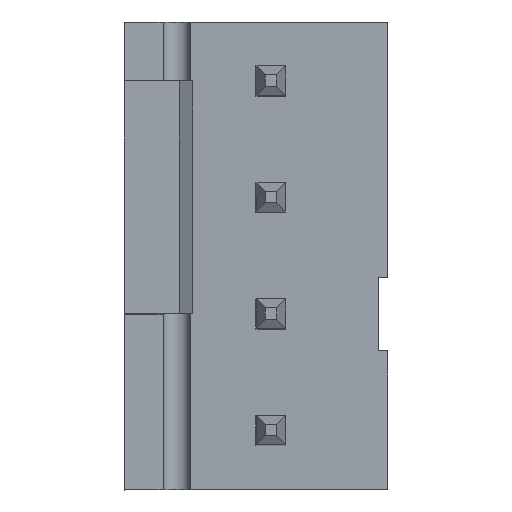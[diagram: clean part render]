
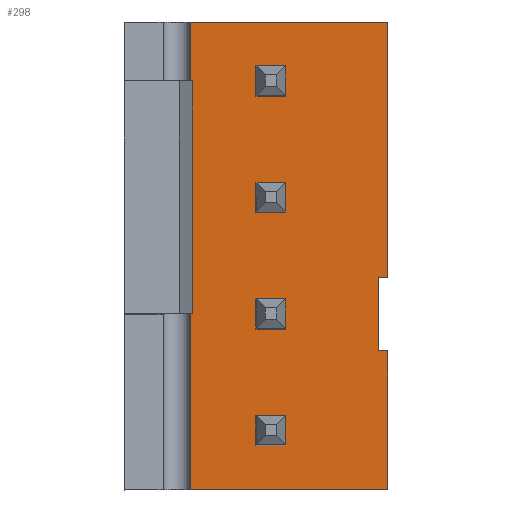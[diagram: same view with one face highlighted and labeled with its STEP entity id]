
A CAD part, top view. The second image highlights one B-rep face of the part: STEP entity #298.
In plain terms, the highlighted face is planar.
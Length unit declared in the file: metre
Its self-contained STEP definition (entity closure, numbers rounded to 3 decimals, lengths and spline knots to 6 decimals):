
#298=ADVANCED_FACE('1013:9878',(#617,#618,#619,#620,#621),#622,.T.);
#617=FACE_BOUND('',#972,.T.);
#618=FACE_BOUND('',#973,.T.);
#619=FACE_BOUND('',#974,.T.);
#620=FACE_BOUND('',#975,.T.);
#621=FACE_OUTER_BOUND('',#976,.T.);
#622=PLANE('',#977);
#972=EDGE_LOOP('',(#1572,#1573,#1574,#1575));
#973=EDGE_LOOP('',(#1576,#1577,#1578,#1579));
#974=EDGE_LOOP('',(#1580,#1581,#1582,#1583));
#975=EDGE_LOOP('',(#1584,#1585,#1586,#1587));
#976=EDGE_LOOP('',(#1588,#1589,#1590,#1591,#1592,#1593,#1594,#1595));
#977=AXIS2_PLACEMENT_3D('',#1596,#1597,#1598);
#1572=ORIENTED_EDGE('',*,*,#2225,.T.);
#1573=ORIENTED_EDGE('',*,*,#2226,.F.);
#1574=ORIENTED_EDGE('',*,*,#2227,.F.);
#1575=ORIENTED_EDGE('',*,*,#2228,.T.);
#1576=ORIENTED_EDGE('',*,*,#2229,.T.);
#1577=ORIENTED_EDGE('',*,*,#2230,.F.);
#1578=ORIENTED_EDGE('',*,*,#2231,.F.);
#1579=ORIENTED_EDGE('',*,*,#2232,.T.);
#1580=ORIENTED_EDGE('',*,*,#2233,.T.);
#1581=ORIENTED_EDGE('',*,*,#2234,.F.);
#1582=ORIENTED_EDGE('',*,*,#2235,.F.);
#1583=ORIENTED_EDGE('',*,*,#2236,.T.);
#1584=ORIENTED_EDGE('',*,*,#2237,.T.);
#1585=ORIENTED_EDGE('',*,*,#2238,.F.);
#1586=ORIENTED_EDGE('',*,*,#2239,.F.);
#1587=ORIENTED_EDGE('',*,*,#2240,.T.);
#1588=ORIENTED_EDGE('',*,*,#2071,.F.);
#1589=ORIENTED_EDGE('',*,*,#2074,.F.);
#1590=ORIENTED_EDGE('',*,*,#2057,.F.);
#1591=ORIENTED_EDGE('',*,*,#2062,.T.);
#1592=ORIENTED_EDGE('',*,*,#2096,.F.);
#1593=ORIENTED_EDGE('',*,*,#2241,.F.);
#1594=ORIENTED_EDGE('',*,*,#2081,.T.);
#1595=ORIENTED_EDGE('',*,*,#2050,.T.);
#1596=CARTESIAN_POINT('',(-0.0051,0.,-0.00185));
#1597=DIRECTION('',(0.,1.0,0.0));
#1598=DIRECTION('',(1.0,0.,0.));
#2050=EDGE_CURVE('1013:10277',#2404,#2402,#2405,.F.);
#2057=EDGE_CURVE('1013:10169',#2414,#2416,#2417,.T.);
#2062=EDGE_CURVE('1013:10217',#2414,#2422,#2424,.F.);
#2071=EDGE_CURVE('1013:10181',#2437,#2402,#2439,.T.);
#2074=EDGE_CURVE('1013:10190',#2416,#2437,#2442,.T.);
#2081=EDGE_CURVE('1013:10274',#2453,#2404,#2454,.T.);
#2096=EDGE_CURVE('1013:10268',#2476,#2422,#2478,.T.);
#2225=EDGE_CURVE('1013:10220',#2661,#2662,#2663,.T.);
#2226=EDGE_CURVE('1013:10223',#2664,#2662,#2665,.F.);
#2227=EDGE_CURVE('1013:10226',#2666,#2664,#2667,.F.);
#2228=EDGE_CURVE('1013:10229',#2666,#2661,#2668,.F.);
#2229=EDGE_CURVE('1013:10232',#2669,#2670,#2671,.T.);
#2230=EDGE_CURVE('1013:10235',#2672,#2670,#2673,.F.);
#2231=EDGE_CURVE('1013:10238',#2674,#2672,#2675,.F.);
#2232=EDGE_CURVE('1013:10241',#2674,#2669,#2676,.F.);
#2233=EDGE_CURVE('1013:10244',#2677,#2678,#2679,.T.);
#2234=EDGE_CURVE('1013:10247',#2680,#2678,#2681,.F.);
#2235=EDGE_CURVE('1013:10250',#2682,#2680,#2683,.F.);
#2236=EDGE_CURVE('1013:10253',#2682,#2677,#2684,.F.);
#2237=EDGE_CURVE('1013:10256',#2685,#2686,#2687,.T.);
#2238=EDGE_CURVE('1013:10259',#2688,#2686,#2689,.F.);
#2239=EDGE_CURVE('1013:10262',#2690,#2688,#2691,.F.);
#2240=EDGE_CURVE('1013:10265',#2690,#2685,#2692,.F.);
#2241=EDGE_CURVE('1013:10271',#2453,#2476,#2693,.T.);
#2402=VERTEX_POINT('',#2903);
#2404=VERTEX_POINT('',#2906);
#2405=LINE('',#2907,#2908);
#2414=VERTEX_POINT('',#2921);
#2416=VERTEX_POINT('',#2924);
#2417=LINE('',#2925,#2926);
#2422=VERTEX_POINT('',#2933);
#2424=LINE('',#2936,#2937);
#2437=VERTEX_POINT('',#2955);
#2439=LINE('',#2958,#2959);
#2442=LINE('',#2963,#2964);
#2453=VERTEX_POINT('',#2980);
#2454=LINE('',#2981,#2982);
#2476=VERTEX_POINT('',#3012);
#2478=LINE('',#3015,#3016);
#2661=VERTEX_POINT('',#3289);
#2662=VERTEX_POINT('',#3290);
#2663=LINE('',#3291,#3292);
#2664=VERTEX_POINT('',#3293);
#2665=LINE('',#3294,#3295);
#2666=VERTEX_POINT('',#3296);
#2667=LINE('',#3297,#3298);
#2668=LINE('',#3299,#3300);
#2669=VERTEX_POINT('',#3301);
#2670=VERTEX_POINT('',#3302);
#2671=LINE('',#3303,#3304);
#2672=VERTEX_POINT('',#3305);
#2673=LINE('',#3306,#3307);
#2674=VERTEX_POINT('',#3308);
#2675=LINE('',#3309,#3310);
#2676=LINE('',#3311,#3312);
#2677=VERTEX_POINT('',#3313);
#2678=VERTEX_POINT('',#3314);
#2679=LINE('',#3315,#3316);
#2680=VERTEX_POINT('',#3317);
#2681=LINE('',#3318,#3319);
#2682=VERTEX_POINT('',#3320);
#2683=LINE('',#3321,#3322);
#2684=LINE('',#3323,#3324);
#2685=VERTEX_POINT('',#3325);
#2686=VERTEX_POINT('',#3326);
#2687=LINE('',#3327,#3328);
#2688=VERTEX_POINT('',#3329);
#2689=LINE('',#3330,#3331);
#2690=VERTEX_POINT('',#3332);
#2691=LINE('',#3333,#3334);
#2692=LINE('',#3335,#3336);
#2693=LINE('',#3337,#3338);
#2903=CARTESIAN_POINT('',(-0.00207,0.,0.00245));
#2906=CARTESIAN_POINT('',(-0.0051,0.,0.00245));
#2907=CARTESIAN_POINT('',(-0.0051,0.,0.00245));
#2908=VECTOR('',#3622,1.0);
#2921=CARTESIAN_POINT('',(-0.00047,0.,0.00245));
#2924=CARTESIAN_POINT('',(-0.00047,0.,0.00225));
#2925=CARTESIAN_POINT('',(-0.00047,0.,0.00025));
#2926=VECTOR('',#3628,1.0);
#2933=CARTESIAN_POINT('',(0.0051,0.,0.00245));
#2936=CARTESIAN_POINT('',(-0.0051,0.,0.00245));
#2937=VECTOR('',#3632,1.0);
#2955=CARTESIAN_POINT('',(-0.00207,0.,0.00225));
#2958=CARTESIAN_POINT('',(-0.00207,0.,0.00025));
#2959=VECTOR('',#3639,1.0);
#2963=CARTESIAN_POINT('',(-0.00077,0.,0.00225));
#2964=VECTOR('',#3641,1.0);
#2980=CARTESIAN_POINT('',(-0.0051,0.,-0.00185));
#2981=CARTESIAN_POINT('',(-0.0051,0.,-0.00185));
#2982=VECTOR('',#3647,0.001);
#3012=CARTESIAN_POINT('',(0.0051,0.,-0.00185));
#3015=CARTESIAN_POINT('',(0.0051,0.,-0.00185));
#3016=VECTOR('',#3663,0.001);
#3289=CARTESIAN_POINT('',(-0.003485,0.,-0.000425));
#3290=CARTESIAN_POINT('',(-0.003485,0.,0.000225));
#3291=CARTESIAN_POINT('',(-0.003485,0.,-0.001138));
#3292=VECTOR('',#3754,1.0);
#3293=CARTESIAN_POINT('',(-0.004135,0.,0.000225));
#3294=CARTESIAN_POINT('',(-0.00255,0.,0.000225));
#3295=VECTOR('',#3755,1.0);
#3296=CARTESIAN_POINT('',(-0.004135,0.,-0.000425));
#3297=CARTESIAN_POINT('',(-0.004135,0.,-0.001138));
#3298=VECTOR('',#3756,1.0);
#3299=CARTESIAN_POINT('',(-0.00255,0.,-0.000425));
#3300=VECTOR('',#3757,1.0);
#3301=CARTESIAN_POINT('',(-0.000945,0.,-0.000425));
#3302=CARTESIAN_POINT('',(-0.000945,0.,0.000225));
#3303=CARTESIAN_POINT('',(-0.000945,0.,-0.001138));
#3304=VECTOR('',#3758,1.0);
#3305=CARTESIAN_POINT('',(-0.001595,0.,0.000225));
#3306=CARTESIAN_POINT('',(-0.00255,0.,0.000225));
#3307=VECTOR('',#3759,1.0);
#3308=CARTESIAN_POINT('',(-0.001595,0.,-0.000425));
#3309=CARTESIAN_POINT('',(-0.001595,0.,-0.001138));
#3310=VECTOR('',#3760,1.0);
#3311=CARTESIAN_POINT('',(-0.00255,0.,-0.000425));
#3312=VECTOR('',#3761,1.0);
#3313=CARTESIAN_POINT('',(0.001595,0.,-0.000425));
#3314=CARTESIAN_POINT('',(0.001595,0.,0.000225));
#3315=CARTESIAN_POINT('',(0.001595,0.,-0.001138));
#3316=VECTOR('',#3762,1.0);
#3317=CARTESIAN_POINT('',(0.000945,0.,0.000225));
#3318=CARTESIAN_POINT('',(-0.00255,0.,0.000225));
#3319=VECTOR('',#3763,1.0);
#3320=CARTESIAN_POINT('',(0.000945,0.,-0.000425));
#3321=CARTESIAN_POINT('',(0.000945,0.,-0.001138));
#3322=VECTOR('',#3764,1.0);
#3323=CARTESIAN_POINT('',(-0.00255,0.,-0.000425));
#3324=VECTOR('',#3765,1.0);
#3325=CARTESIAN_POINT('',(0.004135,0.,-0.000425));
#3326=CARTESIAN_POINT('',(0.004135,0.,0.000225));
#3327=CARTESIAN_POINT('',(0.004135,0.,-0.001138));
#3328=VECTOR('',#3766,1.0);
#3329=CARTESIAN_POINT('',(0.003485,0.,0.000225));
#3330=CARTESIAN_POINT('',(-0.00255,0.,0.000225));
#3331=VECTOR('',#3767,1.0);
#3332=CARTESIAN_POINT('',(0.003485,0.,-0.000425));
#3333=CARTESIAN_POINT('',(0.003485,0.,-0.001138));
#3334=VECTOR('',#3768,1.0);
#3335=CARTESIAN_POINT('',(-0.00255,0.,-0.000425));
#3336=VECTOR('',#3769,1.0);
#3337=CARTESIAN_POINT('',(-0.0051,0.,-0.00185));
#3338=VECTOR('',#3770,0.001);
#3622=DIRECTION('',(-1.0,0.0,0.0));
#3628=DIRECTION('',(0.,0.,-1.0));
#3632=DIRECTION('',(-1.0,0.0,0.0));
#3639=DIRECTION('',(0.,0.,1.0));
#3641=DIRECTION('',(-1.0,0.,0.));
#3647=DIRECTION('',(0.,0.,1.0));
#3663=DIRECTION('',(0.,0.,1.0));
#3754=DIRECTION('',(0.,0.,1.0));
#3755=DIRECTION('',(-1.0,0.,0.));
#3756=DIRECTION('',(0.,0.,-1.0));
#3757=DIRECTION('',(-1.0,0.,0.));
#3758=DIRECTION('',(0.,0.,1.0));
#3759=DIRECTION('',(-1.0,0.,0.));
#3760=DIRECTION('',(0.,0.,-1.0));
#3761=DIRECTION('',(-1.0,0.,0.));
#3762=DIRECTION('',(0.,0.,1.0));
#3763=DIRECTION('',(-1.0,0.,0.));
#3764=DIRECTION('',(0.,0.,-1.0));
#3765=DIRECTION('',(-1.0,0.,0.));
#3766=DIRECTION('',(0.,0.,1.0));
#3767=DIRECTION('',(-1.0,0.,0.));
#3768=DIRECTION('',(0.,0.,-1.0));
#3769=DIRECTION('',(-1.0,0.,0.));
#3770=DIRECTION('',(1.0,0.0,0.));
